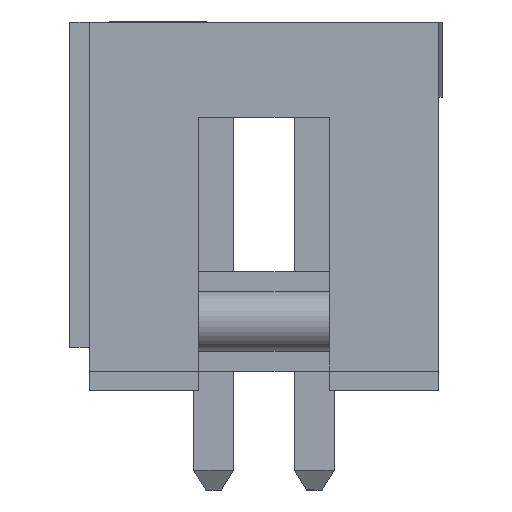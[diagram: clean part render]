
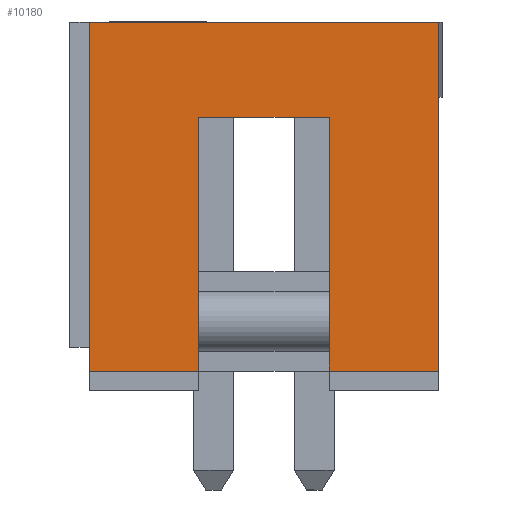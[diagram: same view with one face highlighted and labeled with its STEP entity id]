
A CAD part, left-side view. The second image highlights one B-rep face of the part: STEP entity #10180.
In plain terms, the highlighted planar face has unit normal (-1, 0, 0).
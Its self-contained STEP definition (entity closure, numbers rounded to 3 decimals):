
#9902 = EDGE_CURVE ( 'NONE', #9903, #9984, #32358, .T. ) ;
#9903 = VERTEX_POINT ( 'NONE', #32354 ) ;
#9906 = EDGE_CURVE ( 'NONE', #9907, #9929, #32349, .T. ) ;
#9907 = VERTEX_POINT ( 'NONE', #32345 ) ;
#9915 = VERTEX_POINT ( 'NONE', #32330 ) ;
#9917 = EDGE_CURVE ( 'NONE', #9929, #9915, #32329, .T. ) ;
#9929 = VERTEX_POINT ( 'NONE', #32385 ) ;
#9953 = EDGE_CURVE ( 'NONE', #9984, #9907, #32413, .T. ) ;
#9984 = VERTEX_POINT ( 'NONE', #32439 ) ;
#10040 = VERTEX_POINT ( 'NONE', #32523 ) ;
#10042 = EDGE_CURVE ( 'NONE', #9915, #10040, #32522, .T. ) ;
#10161 = ORIENTED_EDGE ( 'NONE', *, *, #10042, .T. ) ;
#10162 = ORIENTED_EDGE ( 'NONE', *, *, #10163, .F. ) ;
#10163 = EDGE_CURVE ( 'NONE', #10164, #10040, #32683, .T. ) ;
#10164 = VERTEX_POINT ( 'NONE', #32679 ) ;
#10165 = ORIENTED_EDGE ( 'NONE', *, *, #10166, .F. ) ;
#10166 = EDGE_CURVE ( 'NONE', #10176, #10164, #32678, .T. ) ;
#10167 = ORIENTED_EDGE ( 'NONE', *, *, #10175, .T. ) ;
#10175 = EDGE_CURVE ( 'NONE', #10176, #9903, #32724, .T. ) ;
#10176 = VERTEX_POINT ( 'NONE', #32720 ) ;
#10180 = ADVANCED_FACE ( 'NONE', ( #32715 ), #32714, .T. ) ;
#10181 = EDGE_LOOP ( 'NONE', ( #10182, #10183, #10184, #10185, #10161, #10162, #10165, #10167 ) ) ;
#10182 = ORIENTED_EDGE ( 'NONE', *, *, #9902, .T. ) ;
#10183 = ORIENTED_EDGE ( 'NONE', *, *, #9953, .T. ) ;
#10184 = ORIENTED_EDGE ( 'NONE', *, *, #9906, .T. ) ;
#10185 = ORIENTED_EDGE ( 'NONE', *, *, #9917, .T. ) ;
#32329 = LINE ( 'NONE', #32392, #32391 ) ;
#32330 = CARTESIAN_POINT ( 'NONE',  ( -35.5, 0., 0. ) ) ;
#32345 = CARTESIAN_POINT ( 'NONE',  ( -35.5, 2.75, 6.4 ) ) ;
#32346 = DIRECTION ( 'NONE',  ( 0., 0., -1. ) ) ;
#32347 = VECTOR ( 'NONE', #32346, 1000. ) ;
#32348 = CARTESIAN_POINT ( 'NONE',  ( -35.5, 2.75, 0. ) ) ;
#32349 = LINE ( 'NONE', #32348, #32347 ) ;
#32354 = CARTESIAN_POINT ( 'NONE',  ( -35.5, 6.05, 0. ) ) ;
#32355 = DIRECTION ( 'NONE',  ( 0., 0., 1. ) ) ;
#32356 = VECTOR ( 'NONE', #32355, 1000. ) ;
#32357 = CARTESIAN_POINT ( 'NONE',  ( -35.5, 6.05, 0. ) ) ;
#32358 = LINE ( 'NONE', #32357, #32356 ) ;
#32385 = CARTESIAN_POINT ( 'NONE',  ( -35.5, 2.75, 0. ) ) ;
#32390 = DIRECTION ( 'NONE',  ( 0., -1., 0. ) ) ;
#32391 = VECTOR ( 'NONE', #32390, 1000. ) ;
#32392 = CARTESIAN_POINT ( 'NONE',  ( -35.5, 0., 0. ) ) ;
#32410 = DIRECTION ( 'NONE',  ( 0., -1., 0. ) ) ;
#32411 = VECTOR ( 'NONE', #32410, 1000. ) ;
#32412 = CARTESIAN_POINT ( 'NONE',  ( -35.5, 0., 6.4 ) ) ;
#32413 = LINE ( 'NONE', #32412, #32411 ) ;
#32439 = CARTESIAN_POINT ( 'NONE',  ( -35.5, 6.05, 6.4 ) ) ;
#32519 = DIRECTION ( 'NONE',  ( 0., 0., 1. ) ) ;
#32520 = VECTOR ( 'NONE', #32519, 1000. ) ;
#32521 = CARTESIAN_POINT ( 'NONE',  ( -35.5, 0., 0. ) ) ;
#32522 = LINE ( 'NONE', #32521, #32520 ) ;
#32523 = CARTESIAN_POINT ( 'NONE',  ( -35.5, 0., 8.8 ) ) ;
#32675 = DIRECTION ( 'NONE',  ( 0., 0., 1. ) ) ;
#32676 = VECTOR ( 'NONE', #32675, 1000. ) ;
#32677 = CARTESIAN_POINT ( 'NONE',  ( -35.5, 8.8, 0. ) ) ;
#32678 = LINE ( 'NONE', #32677, #32676 ) ;
#32679 = CARTESIAN_POINT ( 'NONE',  ( -35.5, 8.8, 8.8 ) ) ;
#32680 = DIRECTION ( 'NONE',  ( 0., -1., 0. ) ) ;
#32681 = VECTOR ( 'NONE', #32680, 1000. ) ;
#32682 = CARTESIAN_POINT ( 'NONE',  ( -35.5, 4.4, 8.8 ) ) ;
#32683 = LINE ( 'NONE', #32682, #32681 ) ;
#32709 = DIRECTION ( 'NONE',  ( 0., 0., 1. ) ) ;
#32710 = DIRECTION ( 'NONE',  ( -1., 0., 0. ) ) ;
#32711 = CARTESIAN_POINT ( 'NONE',  ( -35.5, 0., 0. ) ) ;
#32713 = AXIS2_PLACEMENT_3D ( 'NONE', #32711, #32710, #32709 ) ;
#32714 = PLANE ( 'NONE',  #32713 ) ;
#32715 = FACE_OUTER_BOUND ( 'NONE', #10181, .T. ) ;
#32720 = CARTESIAN_POINT ( 'NONE',  ( -35.5, 8.8, 0. ) ) ;
#32721 = DIRECTION ( 'NONE',  ( 0., -1., 0. ) ) ;
#32722 = VECTOR ( 'NONE', #32721, 1000. ) ;
#32723 = CARTESIAN_POINT ( 'NONE',  ( -35.5, 0., 0. ) ) ;
#32724 = LINE ( 'NONE', #32723, #32722 ) ;
